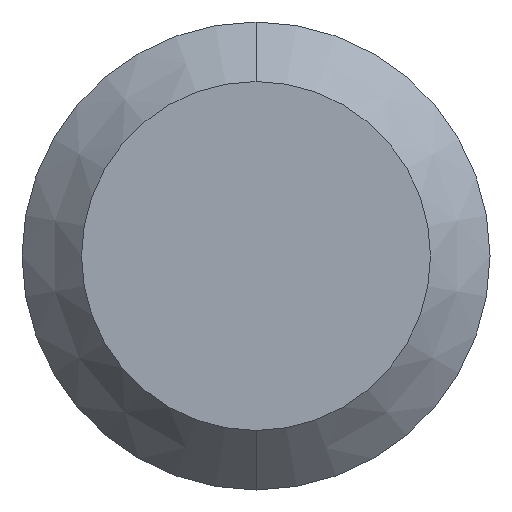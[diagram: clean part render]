
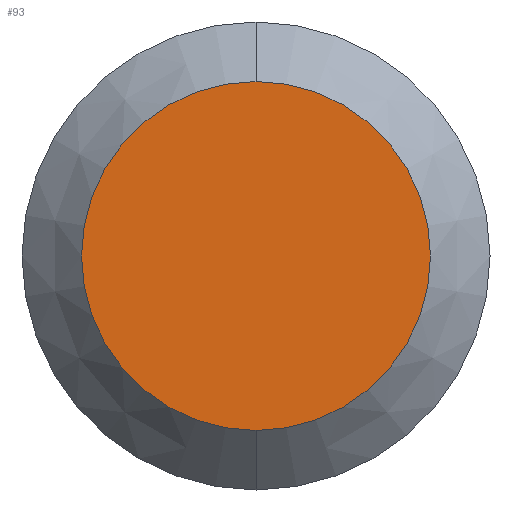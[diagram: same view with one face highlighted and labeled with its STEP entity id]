
A CAD part, front view. The second image highlights one B-rep face of the part: STEP entity #93.
In plain terms, the highlighted planar face has unit normal (0, -1, 0).
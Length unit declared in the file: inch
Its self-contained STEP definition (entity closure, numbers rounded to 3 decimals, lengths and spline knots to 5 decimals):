
#38 = CARTESIAN_POINT ( 'NONE',  ( 0., 0., 0. ) ) ;
#52 = CARTESIAN_POINT ( 'NONE',  ( 0., 0., -0.05859 ) ) ;
#59 = CARTESIAN_POINT ( 'NONE',  ( 0., 0., 0. ) ) ;
#60 = PLANE ( 'NONE',  #140 ) ;
#64 = FACE_OUTER_BOUND ( 'NONE', #228, .T. ) ;
#73 = CIRCLE ( 'NONE', #112, 0.05859 ) ;
#78 = EDGE_CURVE ( 'NONE', #182, #244, #181, .T. ) ;
#81 = ORIENTED_EDGE ( 'NONE', *, *, #78, .T. ) ;
#82 = DIRECTION ( 'NONE',  ( 0., 0., 1. ) ) ;
#93 = ADVANCED_FACE ( 'NONE', ( #64 ), #60, .F. ) ;
#102 = DIRECTION ( 'NONE',  ( 0., 0., 1. ) ) ;
#112 = AXIS2_PLACEMENT_3D ( 'NONE', #238, #144, #265 ) ;
#123 = DIRECTION ( 'NONE',  ( 0., 1., 0. ) ) ;
#140 = AXIS2_PLACEMENT_3D ( 'NONE', #38, #123, #102 ) ;
#144 = DIRECTION ( 'NONE',  ( 0., -1., 0. ) ) ;
#161 = AXIS2_PLACEMENT_3D ( 'NONE', #59, #268, #82 ) ;
#181 = CIRCLE ( 'NONE', #161, 0.05859 ) ;
#182 = VERTEX_POINT ( 'NONE', #52 ) ;
#183 = ORIENTED_EDGE ( 'NONE', *, *, #236, .T. ) ;
#222 = CARTESIAN_POINT ( 'NONE',  ( 0., 0., 0.05859 ) ) ;
#228 = EDGE_LOOP ( 'NONE', ( #183, #81 ) ) ;
#236 = EDGE_CURVE ( 'NONE', #244, #182, #73, .T. ) ;
#238 = CARTESIAN_POINT ( 'NONE',  ( 0., 0., 0. ) ) ;
#244 = VERTEX_POINT ( 'NONE', #222 ) ;
#265 = DIRECTION ( 'NONE',  ( 0., 0., 1. ) ) ;
#268 = DIRECTION ( 'NONE',  ( 0., -1., 0. ) ) ;
